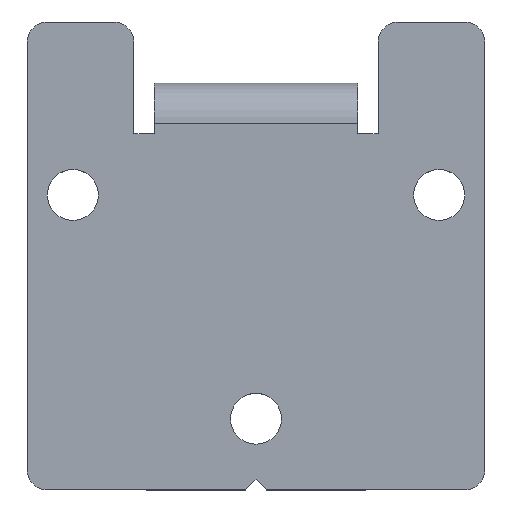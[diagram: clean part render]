
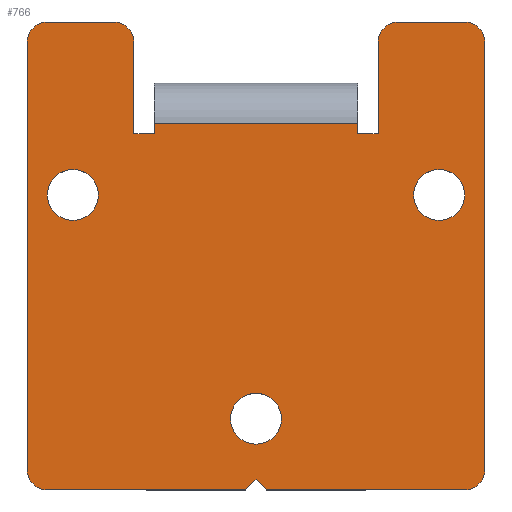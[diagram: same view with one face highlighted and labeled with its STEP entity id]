
A CAD part, top view. The second image highlights one B-rep face of the part: STEP entity #766.
In plain terms, the highlighted planar face has unit normal (0, 0, 1).
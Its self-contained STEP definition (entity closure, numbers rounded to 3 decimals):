
#33=FACE_BOUND('',#121,.T.);
#34=FACE_BOUND('',#122,.T.);
#35=FACE_BOUND('',#123,.T.);
#45=CIRCLE('',#840,2.);
#46=CIRCLE('',#841,2.);
#47=CIRCLE('',#842,2.);
#48=CIRCLE('',#843,2.);
#49=CIRCLE('',#844,2.);
#50=CIRCLE('',#845,2.);
#51=CIRCLE('',#846,2.5);
#52=CIRCLE('',#847,2.5);
#53=CIRCLE('',#848,2.5);
#54=CIRCLE('',#849,2.5);
#55=CIRCLE('',#850,2.5);
#56=CIRCLE('',#851,2.5);
#73=FACE_OUTER_BOUND('',#120,.T.);
#120=EDGE_LOOP('',(#543,#544,#545,#546,#547,#548,#549,#550,#551,#552,#553,
#554,#555,#556,#557,#558,#559,#560,#561,#562,#563));
#121=EDGE_LOOP('',(#564,#565));
#122=EDGE_LOOP('',(#566,#567));
#123=EDGE_LOOP('',(#568,#569));
#165=LINE('',#1147,#245);
#169=LINE('',#1154,#249);
#183=LINE('',#1201,#263);
#185=LINE('',#1205,#265);
#186=LINE('',#1209,#266);
#187=LINE('',#1213,#267);
#188=LINE('',#1217,#268);
#189=LINE('',#1219,#269);
#190=LINE('',#1221,#270);
#191=LINE('',#1223,#271);
#192=LINE('',#1225,#272);
#193=LINE('',#1227,#273);
#194=LINE('',#1229,#274);
#195=LINE('',#1233,#275);
#196=LINE('',#1237,#276);
#245=VECTOR('',#909,10.);
#249=VECTOR('',#915,10.);
#263=VECTOR('',#951,10.);
#265=VECTOR('',#955,10.);
#266=VECTOR('',#958,10.);
#267=VECTOR('',#961,10.);
#268=VECTOR('',#964,10.);
#269=VECTOR('',#965,10.);
#270=VECTOR('',#966,10.);
#271=VECTOR('',#967,10.);
#272=VECTOR('',#968,10.);
#273=VECTOR('',#969,10.);
#274=VECTOR('',#970,10.);
#275=VECTOR('',#973,10.);
#276=VECTOR('',#976,10.);
#325=VERTEX_POINT('',#1144);
#326=VERTEX_POINT('',#1146);
#328=VERTEX_POINT('',#1152);
#350=VERTEX_POINT('',#1200);
#351=VERTEX_POINT('',#1204);
#352=VERTEX_POINT('',#1206);
#353=VERTEX_POINT('',#1208);
#354=VERTEX_POINT('',#1210);
#355=VERTEX_POINT('',#1212);
#356=VERTEX_POINT('',#1214);
#357=VERTEX_POINT('',#1216);
#358=VERTEX_POINT('',#1218);
#359=VERTEX_POINT('',#1220);
#360=VERTEX_POINT('',#1222);
#361=VERTEX_POINT('',#1224);
#362=VERTEX_POINT('',#1226);
#363=VERTEX_POINT('',#1228);
#364=VERTEX_POINT('',#1230);
#365=VERTEX_POINT('',#1232);
#366=VERTEX_POINT('',#1234);
#367=VERTEX_POINT('',#1236);
#368=VERTEX_POINT('',#1239);
#369=VERTEX_POINT('',#1240);
#370=VERTEX_POINT('',#1243);
#371=VERTEX_POINT('',#1244);
#372=VERTEX_POINT('',#1247);
#373=VERTEX_POINT('',#1248);
#396=EDGE_CURVE('',#326,#325,#165,.T.);
#400=EDGE_CURVE('',#325,#328,#169,.T.);
#423=EDGE_CURVE('',#326,#350,#183,.T.);
#425=EDGE_CURVE('',#351,#328,#185,.T.);
#426=EDGE_CURVE('',#352,#351,#45,.T.);
#427=EDGE_CURVE('',#353,#352,#186,.T.);
#428=EDGE_CURVE('',#354,#353,#46,.T.);
#429=EDGE_CURVE('',#355,#354,#187,.T.);
#430=EDGE_CURVE('',#356,#355,#47,.T.);
#431=EDGE_CURVE('',#356,#357,#188,.T.);
#432=EDGE_CURVE('',#357,#358,#189,.T.);
#433=EDGE_CURVE('',#358,#359,#190,.T.);
#434=EDGE_CURVE('',#359,#360,#191,.T.);
#435=EDGE_CURVE('',#360,#361,#192,.T.);
#436=EDGE_CURVE('',#361,#362,#193,.T.);
#437=EDGE_CURVE('',#362,#363,#194,.T.);
#438=EDGE_CURVE('',#364,#363,#48,.T.);
#439=EDGE_CURVE('',#365,#364,#195,.T.);
#440=EDGE_CURVE('',#366,#365,#49,.T.);
#441=EDGE_CURVE('',#367,#366,#196,.T.);
#442=EDGE_CURVE('',#350,#367,#50,.T.);
#443=EDGE_CURVE('',#368,#369,#51,.T.);
#444=EDGE_CURVE('',#369,#368,#52,.T.);
#445=EDGE_CURVE('',#370,#371,#53,.T.);
#446=EDGE_CURVE('',#371,#370,#54,.T.);
#447=EDGE_CURVE('',#372,#373,#55,.T.);
#448=EDGE_CURVE('',#373,#372,#56,.T.);
#543=ORIENTED_EDGE('',*,*,#396,.T.);
#544=ORIENTED_EDGE('',*,*,#400,.T.);
#545=ORIENTED_EDGE('',*,*,#425,.F.);
#546=ORIENTED_EDGE('',*,*,#426,.F.);
#547=ORIENTED_EDGE('',*,*,#427,.F.);
#548=ORIENTED_EDGE('',*,*,#428,.F.);
#549=ORIENTED_EDGE('',*,*,#429,.F.);
#550=ORIENTED_EDGE('',*,*,#430,.F.);
#551=ORIENTED_EDGE('',*,*,#431,.T.);
#552=ORIENTED_EDGE('',*,*,#432,.T.);
#553=ORIENTED_EDGE('',*,*,#433,.T.);
#554=ORIENTED_EDGE('',*,*,#434,.T.);
#555=ORIENTED_EDGE('',*,*,#435,.T.);
#556=ORIENTED_EDGE('',*,*,#436,.T.);
#557=ORIENTED_EDGE('',*,*,#437,.T.);
#558=ORIENTED_EDGE('',*,*,#438,.F.);
#559=ORIENTED_EDGE('',*,*,#439,.F.);
#560=ORIENTED_EDGE('',*,*,#440,.F.);
#561=ORIENTED_EDGE('',*,*,#441,.F.);
#562=ORIENTED_EDGE('',*,*,#442,.F.);
#563=ORIENTED_EDGE('',*,*,#423,.F.);
#564=ORIENTED_EDGE('',*,*,#443,.T.);
#565=ORIENTED_EDGE('',*,*,#444,.T.);
#566=ORIENTED_EDGE('',*,*,#445,.T.);
#567=ORIENTED_EDGE('',*,*,#446,.T.);
#568=ORIENTED_EDGE('',*,*,#447,.T.);
#569=ORIENTED_EDGE('',*,*,#448,.T.);
#737=PLANE('',#839);
#766=ADVANCED_FACE('',(#73,#33,#34,#35),#737,.T.);
#839=AXIS2_PLACEMENT_3D('',#1203,#953,#954);
#840=AXIS2_PLACEMENT_3D('',#1207,#956,#957);
#841=AXIS2_PLACEMENT_3D('',#1211,#959,#960);
#842=AXIS2_PLACEMENT_3D('',#1215,#962,#963);
#843=AXIS2_PLACEMENT_3D('',#1231,#971,#972);
#844=AXIS2_PLACEMENT_3D('',#1235,#974,#975);
#845=AXIS2_PLACEMENT_3D('',#1238,#977,#978);
#846=AXIS2_PLACEMENT_3D('',#1241,#979,#980);
#847=AXIS2_PLACEMENT_3D('',#1242,#981,#982);
#848=AXIS2_PLACEMENT_3D('',#1245,#983,#984);
#849=AXIS2_PLACEMENT_3D('',#1246,#985,#986);
#850=AXIS2_PLACEMENT_3D('',#1249,#987,#988);
#851=AXIS2_PLACEMENT_3D('',#1250,#989,#990);
#909=DIRECTION('',(0.707,0.707,0.));
#915=DIRECTION('',(0.707,-0.707,0.));
#951=DIRECTION('',(-1.,0.,0.));
#953=DIRECTION('center_axis',(0.,0.,1.));
#954=DIRECTION('ref_axis',(1.,0.,0.));
#955=DIRECTION('',(-1.,0.,0.));
#956=DIRECTION('center_axis',(0.,0.,-1.));
#957=DIRECTION('ref_axis',(0.707,-0.707,0.));
#958=DIRECTION('',(0.,-1.,0.));
#959=DIRECTION('center_axis',(0.,0.,-1.));
#960=DIRECTION('ref_axis',(0.707,0.707,0.));
#961=DIRECTION('',(1.,0.,0.));
#962=DIRECTION('center_axis',(0.,0.,-1.));
#963=DIRECTION('ref_axis',(-0.707,0.707,0.));
#964=DIRECTION('',(0.,-1.,0.));
#965=DIRECTION('',(-1.,0.,0.));
#966=DIRECTION('',(0.,1.,0.));
#967=DIRECTION('',(-1.,0.,0.));
#968=DIRECTION('',(0.,-1.,0.));
#969=DIRECTION('',(-1.,0.,0.));
#970=DIRECTION('',(0.,1.,0.));
#971=DIRECTION('center_axis',(0.,0.,-1.));
#972=DIRECTION('ref_axis',(0.707,0.707,0.));
#973=DIRECTION('',(1.,0.,0.));
#974=DIRECTION('center_axis',(0.,0.,-1.));
#975=DIRECTION('ref_axis',(-0.707,0.707,0.));
#976=DIRECTION('',(0.,1.,0.));
#977=DIRECTION('center_axis',(0.,0.,-1.));
#978=DIRECTION('ref_axis',(-0.707,-0.707,0.));
#979=DIRECTION('center_axis',(0.,0.,-1.));
#980=DIRECTION('ref_axis',(1.,0.,0.));
#981=DIRECTION('center_axis',(0.,0.,-1.));
#982=DIRECTION('ref_axis',(1.,0.,0.));
#983=DIRECTION('center_axis',(0.,0.,-1.));
#984=DIRECTION('ref_axis',(1.,0.,0.));
#985=DIRECTION('center_axis',(0.,0.,-1.));
#986=DIRECTION('ref_axis',(1.,0.,0.));
#987=DIRECTION('center_axis',(0.,0.,-1.));
#988=DIRECTION('ref_axis',(1.,0.,0.));
#989=DIRECTION('center_axis',(0.,0.,-1.));
#990=DIRECTION('ref_axis',(1.,0.,0.));
#1144=CARTESIAN_POINT('',(0.,1.,2.));
#1146=CARTESIAN_POINT('',(-1.,0.,2.));
#1147=CARTESIAN_POINT('',(5.,6.,2.));
#1152=CARTESIAN_POINT('',(1.,0.,2.));
#1154=CARTESIAN_POINT('',(-5.5,6.5,2.));
#1200=CARTESIAN_POINT('',(-20.5,0.,2.));
#1201=CARTESIAN_POINT('',(-22.5,0.,2.));
#1203=CARTESIAN_POINT('Origin',(0.,23.,2.));
#1204=CARTESIAN_POINT('',(20.5,0.,2.));
#1205=CARTESIAN_POINT('',(-22.5,0.,2.));
#1206=CARTESIAN_POINT('',(22.5,2.,2.));
#1207=CARTESIAN_POINT('Origin',(20.5,2.,2.));
#1208=CARTESIAN_POINT('',(22.5,44.,2.));
#1209=CARTESIAN_POINT('',(22.5,0.,2.));
#1210=CARTESIAN_POINT('',(20.5,46.,2.));
#1211=CARTESIAN_POINT('Origin',(20.5,44.,2.));
#1212=CARTESIAN_POINT('',(14.,46.,2.));
#1213=CARTESIAN_POINT('',(22.5,46.,2.));
#1214=CARTESIAN_POINT('',(12.,44.,2.));
#1215=CARTESIAN_POINT('Origin',(14.,44.,2.));
#1216=CARTESIAN_POINT('',(12.,35.,2.));
#1217=CARTESIAN_POINT('',(12.,31.5,2.));
#1218=CARTESIAN_POINT('',(10.,35.,2.));
#1219=CARTESIAN_POINT('',(6.,35.,2.));
#1220=CARTESIAN_POINT('',(10.,36.,2.));
#1221=CARTESIAN_POINT('',(10.,29.,2.));
#1222=CARTESIAN_POINT('',(-10.,36.,2.));
#1223=CARTESIAN_POINT('',(5.,36.,2.));
#1224=CARTESIAN_POINT('',(-10.,35.,2.));
#1225=CARTESIAN_POINT('',(-10.,31.5,2.));
#1226=CARTESIAN_POINT('',(-12.,35.,2.));
#1227=CARTESIAN_POINT('',(-5.,35.,2.));
#1228=CARTESIAN_POINT('',(-12.,44.,2.));
#1229=CARTESIAN_POINT('',(-12.,31.5,2.));
#1230=CARTESIAN_POINT('',(-14.,46.,2.));
#1231=CARTESIAN_POINT('Origin',(-14.,44.,2.));
#1232=CARTESIAN_POINT('',(-20.5,46.,2.));
#1233=CARTESIAN_POINT('',(22.5,46.,2.));
#1234=CARTESIAN_POINT('',(-22.5,44.,2.));
#1235=CARTESIAN_POINT('Origin',(-20.5,44.,2.));
#1236=CARTESIAN_POINT('',(-22.5,2.,2.));
#1237=CARTESIAN_POINT('',(-22.5,46.,2.));
#1238=CARTESIAN_POINT('Origin',(-20.5,2.,2.));
#1239=CARTESIAN_POINT('',(2.5,7.,2.));
#1240=CARTESIAN_POINT('',(-2.5,7.,2.));
#1241=CARTESIAN_POINT('Origin',(0.,7.,2.));
#1242=CARTESIAN_POINT('Origin',(0.,7.,2.));
#1243=CARTESIAN_POINT('',(20.5,29.,2.));
#1244=CARTESIAN_POINT('',(15.5,29.,2.));
#1245=CARTESIAN_POINT('Origin',(18.,29.,2.));
#1246=CARTESIAN_POINT('Origin',(18.,29.,2.));
#1247=CARTESIAN_POINT('',(-15.5,29.,2.));
#1248=CARTESIAN_POINT('',(-20.5,29.,2.));
#1249=CARTESIAN_POINT('Origin',(-18.,29.,2.));
#1250=CARTESIAN_POINT('Origin',(-18.,29.,2.));
